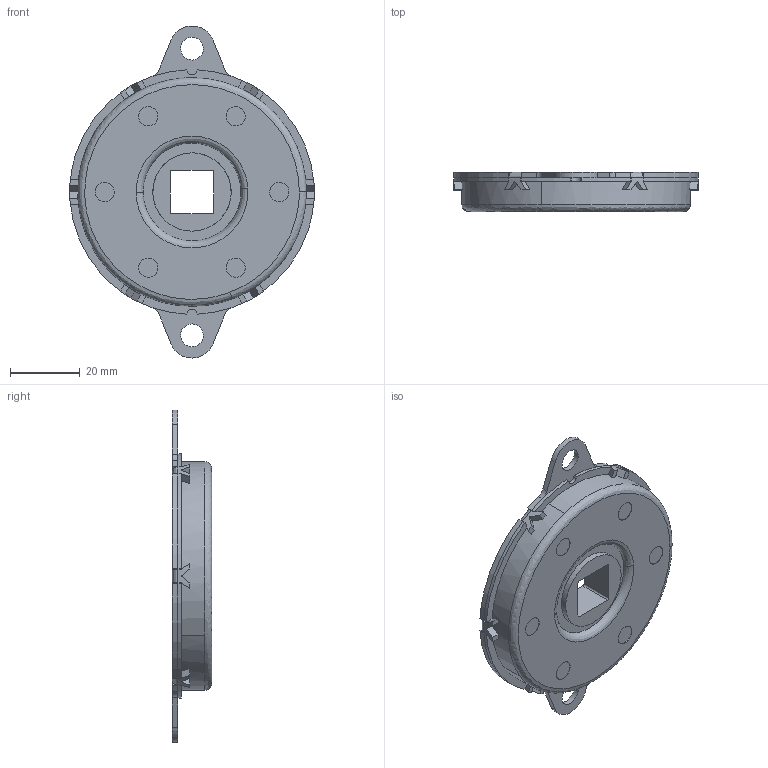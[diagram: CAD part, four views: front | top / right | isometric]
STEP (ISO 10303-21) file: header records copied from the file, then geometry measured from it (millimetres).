
FILE_DESCRIPTION((''),'2;1');
FILE_NAME('','2005-04-20T11:39:26',(''),(''),'','CADfix','');
FILE_SCHEMA(('AUTOMOTIVE_DESIGN'));
Length unit declared in the file: millimetre
Products named in the file (3): inner ring; body; TM_274A_87_LR_662_36
Assembly tree (2 placements, depth 2):
  TM_274A_87_LR_662_36
    inner ring
    body
Bounding box: 70 x 11.3 x 95 mm (x, y, z)
Volume: 36597 mm3; surface area: 13312.8 mm2
Topology: 2 solids, 2 shells, 203 faces, 615 edges, 428 vertices
Faces by surface type: bspline 203
Entity records: 6998 total; most frequent: CARTESIAN_POINT 3583, ORIENTED_EDGE 1230, EDGE_CURVE 615, VERTEX_POINT 428, QUASI_UNIFORM_CURVE 271, EDGE_LOOP 223, FACE_OUTER_BOUND 203, ADVANCED_FACE 203
